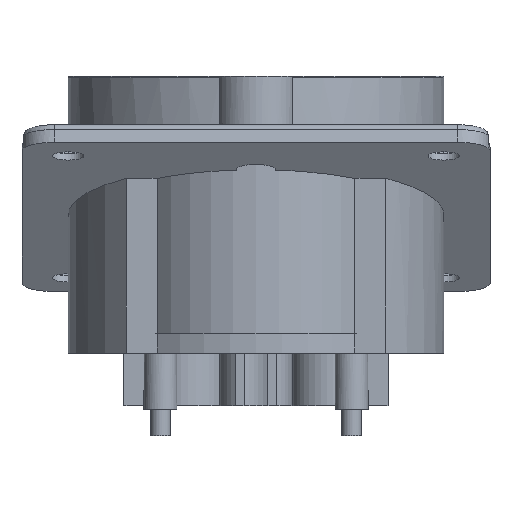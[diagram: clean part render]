
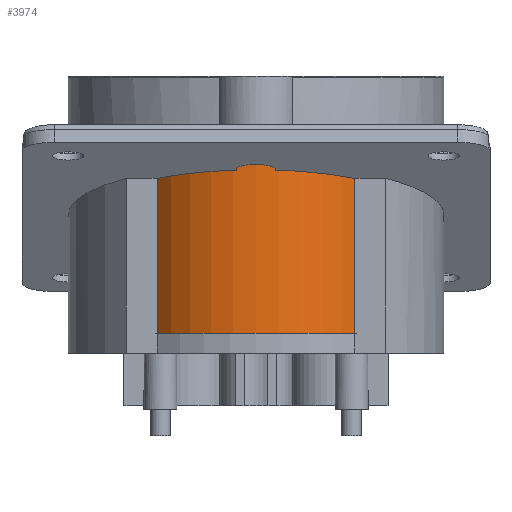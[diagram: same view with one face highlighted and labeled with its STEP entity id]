
A CAD part, left-side view. The second image highlights one B-rep face of the part: STEP entity #3974.
In plain terms, the highlighted cylindrical face has radius 20 mm (diameter 40 mm), a full revolution.
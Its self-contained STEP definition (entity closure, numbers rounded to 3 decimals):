
#66=FACE_BOUND('',#671,.T.);
#386=FACE_OUTER_BOUND('',#670,.T.);
#670=EDGE_LOOP('',(#3201));
#671=EDGE_LOOP('',(#3202));
#1522=CIRCLE('',#4349,20.);
#1529=CIRCLE('',#4358,20.);
#1882=VERTEX_POINT('',#6583);
#1889=VERTEX_POINT('',#6599);
#2352=EDGE_CURVE('',#1882,#1882,#1522,.T.);
#2359=EDGE_CURVE('',#1889,#1889,#1529,.T.);
#3201=ORIENTED_EDGE('',*,*,#2359,.T.);
#3202=ORIENTED_EDGE('',*,*,#2352,.F.);
#3794=CYLINDRICAL_SURFACE('',#4357,20.);
#3974=ADVANCED_FACE('',(#386,#66),#3794,.T.);
#4349=AXIS2_PLACEMENT_3D('',#6584,#5269,#5270);
#4357=AXIS2_PLACEMENT_3D('',#6598,#5285,#5286);
#4358=AXIS2_PLACEMENT_3D('',#6600,#5287,#5288);
#5269=DIRECTION('center_axis',(0.,0.,1.));
#5270=DIRECTION('ref_axis',(-1.,0.,0.));
#5285=DIRECTION('center_axis',(0.,0.,-1.));
#5286=DIRECTION('ref_axis',(-1.,0.,0.));
#5287=DIRECTION('center_axis',(0.,0.,1.));
#5288=DIRECTION('ref_axis',(-1.,0.,0.));
#6583=CARTESIAN_POINT('',(20.,0.,20.5));
#6584=CARTESIAN_POINT('Origin',(0.,0.,20.5));
#6598=CARTESIAN_POINT('Origin',(0.,0.,21.));
#6599=CARTESIAN_POINT('',(20.,0.,-18.));
#6600=CARTESIAN_POINT('Origin',(0.,0.,-18.));
